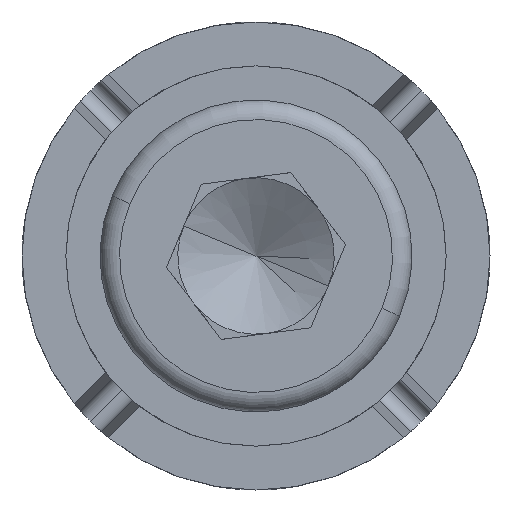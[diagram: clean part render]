
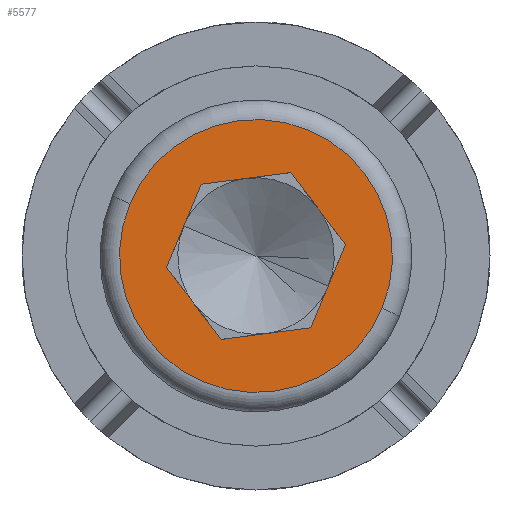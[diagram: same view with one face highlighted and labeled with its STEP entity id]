
A CAD part, left-side view. The second image highlights one B-rep face of the part: STEP entity #5577.
In plain terms, the highlighted planar face has unit normal (-1, 0, 0).
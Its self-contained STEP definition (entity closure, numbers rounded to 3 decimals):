
#57 = ORIENTED_EDGE ( 'NONE', *, *, #1583, .F. ) ;
#114 = EDGE_CURVE ( 'NONE', #3479, #3832, #4629, .T. ) ;
#125 = LINE ( 'NONE', #4858, #7308 ) ;
#136 = DIRECTION ( 'NONE',  ( -1., 0., 0. ) ) ;
#263 = EDGE_CURVE ( 'NONE', #6931, #1929, #7290, .T. ) ;
#290 = DIRECTION ( 'NONE',  ( 0., 0.923, 0.385 ) ) ;
#578 = DIRECTION ( 'NONE',  ( 0., -0.385, 0.923 ) ) ;
#716 = VECTOR ( 'NONE', #7138, 1000. ) ;
#786 = CARTESIAN_POINT ( 'NONE',  ( -46.307, 0., 0. ) ) ;
#896 = DIRECTION ( 'NONE',  ( 0., 0.923, 0.385 ) ) ;
#1043 = CARTESIAN_POINT ( 'NONE',  ( -46.307, -6.461, -2.693 ) ) ;
#1091 = AXIS2_PLACEMENT_3D ( 'NONE', #4617, #1763, #5861 ) ;
#1325 = VERTEX_POINT ( 'NONE', #5324 ) ;
#1400 = VERTEX_POINT ( 'NONE', #1043 ) ;
#1432 = ORIENTED_EDGE ( 'NONE', *, *, #4674, .T. ) ;
#1453 = DIRECTION ( 'NONE',  ( 0., 0.385, -0.923 ) ) ;
#1476 = ORIENTED_EDGE ( 'NONE', *, *, #114, .T. ) ;
#1583 = EDGE_CURVE ( 'NONE', #2563, #6771, #6721, .T. ) ;
#1602 = CARTESIAN_POINT ( 'NONE',  ( -46.307, -1.782, 4.277 ) ) ;
#1763 = DIRECTION ( 'NONE',  ( -1., 0., 0. ) ) ;
#1778 = EDGE_CURVE ( 'NONE', #2563, #1929, #5813, .T. ) ;
#1908 = CARTESIAN_POINT ( 'NONE',  ( -46.307, 4.595, -0.595 ) ) ;
#1929 = VERTEX_POINT ( 'NONE', #1908 ) ;
#1935 = CARTESIAN_POINT ( 'NONE',  ( -46.307, 0., 0. ) ) ;
#1976 = FACE_BOUND ( 'NONE', #5882, .T. ) ;
#2018 = DIRECTION ( 'NONE',  ( -1., 0., 0. ) ) ;
#2199 = ORIENTED_EDGE ( 'NONE', *, *, #6209, .T. ) ;
#2563 = VERTEX_POINT ( 'NONE', #3554 ) ;
#3144 = CARTESIAN_POINT ( 'NONE',  ( -46.307, 2.812, 3.682 ) ) ;
#3229 = PLANE ( 'NONE',  #7583 ) ;
#3232 = ORIENTED_EDGE ( 'NONE', *, *, #4873, .T. ) ;
#3262 = CARTESIAN_POINT ( 'NONE',  ( -46.307, -4.595, 0.595 ) ) ;
#3264 = EDGE_LOOP ( 'NONE', ( #2199, #3232 ) ) ;
#3479 = VERTEX_POINT ( 'NONE', #1602 ) ;
#3488 = CIRCLE ( 'NONE', #6433, 7. ) ;
#3554 = CARTESIAN_POINT ( 'NONE',  ( -46.307, 1.782, -4.277 ) ) ;
#3630 = CARTESIAN_POINT ( 'NONE',  ( -46.307, 2.812, 3.682 ) ) ;
#3731 = VECTOR ( 'NONE', #6901, 1000. ) ;
#3832 = VERTEX_POINT ( 'NONE', #3262 ) ;
#4088 = ORIENTED_EDGE ( 'NONE', *, *, #6455, .F. ) ;
#4377 = CARTESIAN_POINT ( 'NONE',  ( -46.307, -2.812, -3.682 ) ) ;
#4432 = CIRCLE ( 'NONE', #1091, 7. ) ;
#4486 = CARTESIAN_POINT ( 'NONE',  ( -46.307, 1.782, -4.277 ) ) ;
#4539 = ORIENTED_EDGE ( 'NONE', *, *, #1778, .T. ) ;
#4617 = CARTESIAN_POINT ( 'NONE',  ( -46.307, 0., 0. ) ) ;
#4629 = LINE ( 'NONE', #5253, #6634 ) ;
#4674 = EDGE_CURVE ( 'NONE', #6931, #3479, #4852, .T. ) ;
#4852 = LINE ( 'NONE', #3144, #716 ) ;
#4858 = CARTESIAN_POINT ( 'NONE',  ( -46.307, -2.812, -3.682 ) ) ;
#4873 = EDGE_CURVE ( 'NONE', #1400, #1325, #4432, .T. ) ;
#4987 = CARTESIAN_POINT ( 'NONE',  ( -46.307, 2.812, 3.682 ) ) ;
#5240 = CARTESIAN_POINT ( 'NONE',  ( -46.307, 1.782, -4.277 ) ) ;
#5253 = CARTESIAN_POINT ( 'NONE',  ( -46.307, -1.782, 4.277 ) ) ;
#5324 = CARTESIAN_POINT ( 'NONE',  ( -46.307, 6.461, 2.693 ) ) ;
#5577 = ADVANCED_FACE ( 'NONE', ( #1976, #6618 ), #3229, .T. ) ;
#5813 = LINE ( 'NONE', #5240, #7295 ) ;
#5861 = DIRECTION ( 'NONE',  ( 0., 0.923, 0.385 ) ) ;
#5882 = EDGE_LOOP ( 'NONE', ( #4539, #7354, #1432, #1476, #4088, #57 ) ) ;
#6209 = EDGE_CURVE ( 'NONE', #1325, #1400, #3488, .T. ) ;
#6252 = VECTOR ( 'NONE', #1453, 1000. ) ;
#6433 = AXIS2_PLACEMENT_3D ( 'NONE', #786, #2018, #896 ) ;
#6435 = DIRECTION ( 'NONE',  ( 0., 0.607, 0.795 ) ) ;
#6455 = EDGE_CURVE ( 'NONE', #6771, #3832, #125, .T. ) ;
#6618 = FACE_OUTER_BOUND ( 'NONE', #3264, .T. ) ;
#6634 = VECTOR ( 'NONE', #6956, 1000. ) ;
#6721 = LINE ( 'NONE', #4486, #3731 ) ;
#6771 = VERTEX_POINT ( 'NONE', #4377 ) ;
#6901 = DIRECTION ( 'NONE',  ( 0., -0.992, 0.128 ) ) ;
#6931 = VERTEX_POINT ( 'NONE', #3630 ) ;
#6956 = DIRECTION ( 'NONE',  ( 0., -0.607, -0.795 ) ) ;
#7138 = DIRECTION ( 'NONE',  ( 0., -0.992, 0.128 ) ) ;
#7290 = LINE ( 'NONE', #4987, #6252 ) ;
#7295 = VECTOR ( 'NONE', #6435, 1000. ) ;
#7308 = VECTOR ( 'NONE', #578, 1000. ) ;
#7354 = ORIENTED_EDGE ( 'NONE', *, *, #263, .F. ) ;
#7583 = AXIS2_PLACEMENT_3D ( 'NONE', #1935, #136, #290 ) ;
